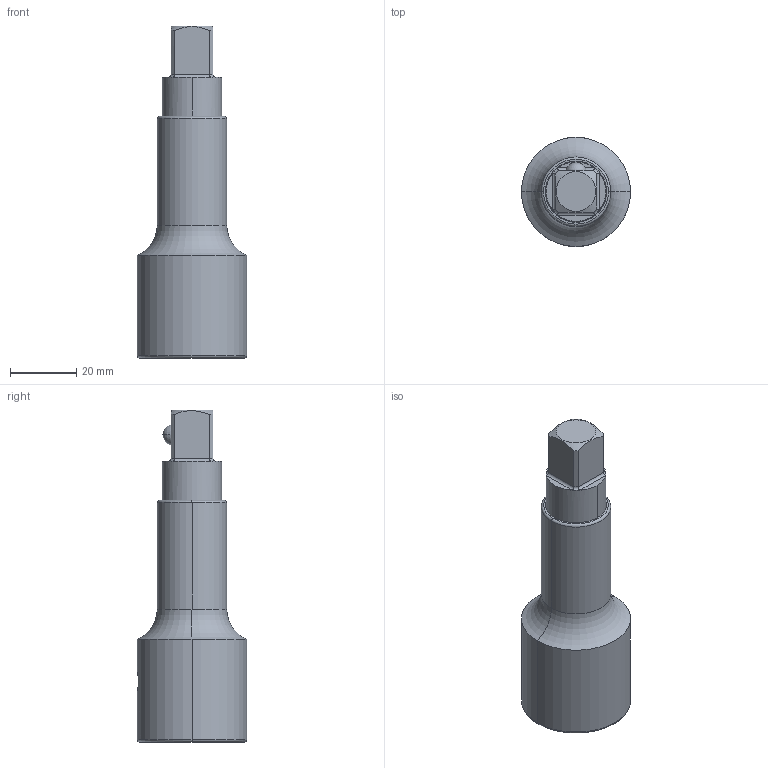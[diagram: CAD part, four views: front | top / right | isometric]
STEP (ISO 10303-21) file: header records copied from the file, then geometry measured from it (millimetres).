
FILE_DESCRIPTION((''),'2;1');
FILE_NAME('4027333472_ASM','2023-08-22T12:26:28',('A00565553'),(''),'CREO PARAMETRIC BY PTC INC, 2022414','CREO PARAMETRIC BY PTC INC, 2022414','');
FILE_SCHEMA(('CONFIG_CONTROL_DESIGN','GEOMETRIC_VALIDATION_PROPERTIES_MIM'));
Length unit declared in the file: millimetre
Products named in the file (3): 4027333462; 4027299522; 4027333472_ASM
Assembly tree (2 placements, depth 2):
  4027333472_ASM
    4027333462
    4027299522
Bounding box: 33 x 33 x 100.3 mm (x, y, z)
Volume: 38720.1 mm3; surface area: 21681.5 mm2
Topology: 3 solids, 3 shells, 92 faces, 228 edges, 135 vertices
Faces by surface type: cylinder 42, torus 21, plane 17, cone 10, sphere 2
Entity records: 3927 total; most frequent: CARTESIAN_POINT 851, DIRECTION 480, ORIENTED_EDGE 444, PRESENTATION_STYLE_ASSIGNMENT 227, STYLED_ITEM 225, CURVE_STYLE 222, EDGE_CURVE 222, AXIS2_PLACEMENT_3D 205
